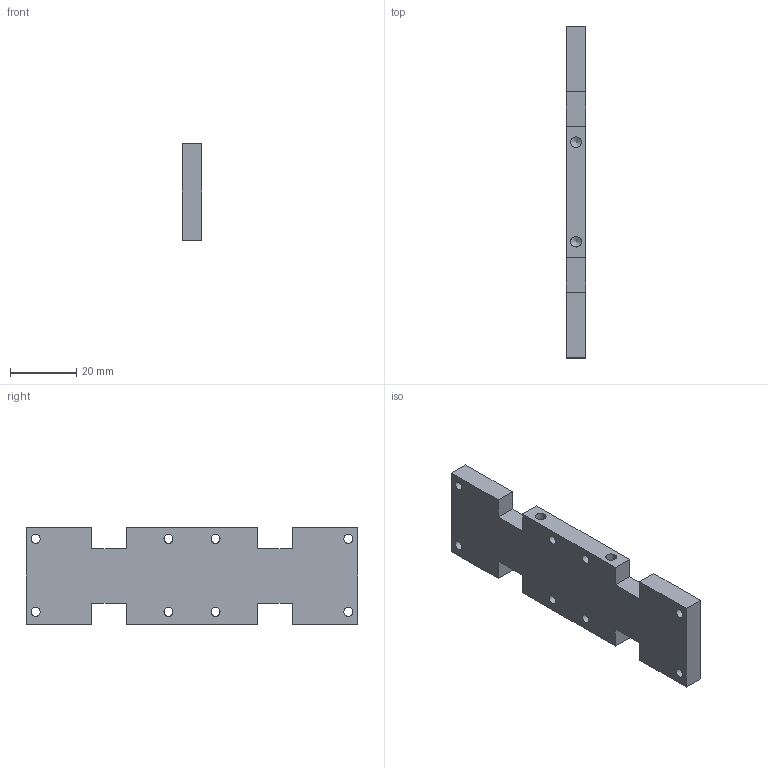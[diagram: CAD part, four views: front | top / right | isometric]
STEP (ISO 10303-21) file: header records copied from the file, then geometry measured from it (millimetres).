
FILE_DESCRIPTION(/* description */ (''),/* implementation_level */ '2;1');
FILE_NAME(/* name */ 'BrakettMotor del 2.stp',/* time_stamp */ '2025-08-07T17:01:12+02:00',/* author */ ('roone'),/* organization */ (''),/* preprocessor_version */ 'ST-DEVELOPER v20',/* originating_system */ 'Autodesk Inventor 2025',/* authorisation */ '');
FILE_SCHEMA (('AUTOMOTIVE_DESIGN { 1 0 10303 214 3 1 1 }'));
Length unit declared in the file: millimetre
Products named in the file (1): fastenbracketmotor fiks
Bounding box: 6 x 100 x 29 mm (x, y, z)
Volume: 15340 mm3; surface area: 7683.1 mm2
Topology: 1 solids, 1 shells, 34 faces, 94 edges, 62 vertices
Faces by surface type: plane 22, cylinder 10, cone 2
Full cylindrical faces by diameter (mm): 2.7 x8, 3.242 x2
Entity records: 1147 total; most frequent: CARTESIAN_POINT 189, ORIENTED_EDGE 184, DIRECTION 182, EDGE_CURVE 92, LINE 72, VECTOR 72, VERTEX_POINT 62, AXIS2_PLACEMENT_3D 55
